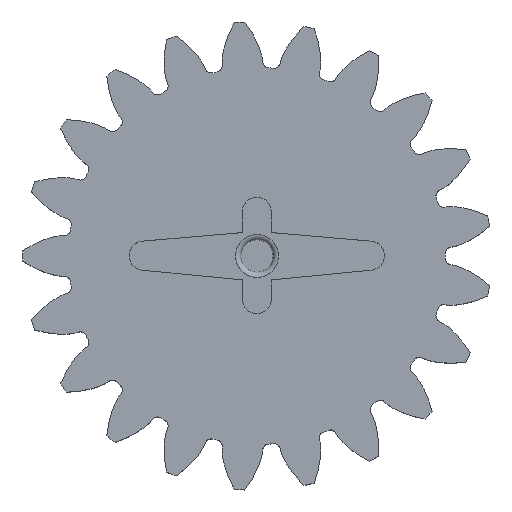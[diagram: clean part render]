
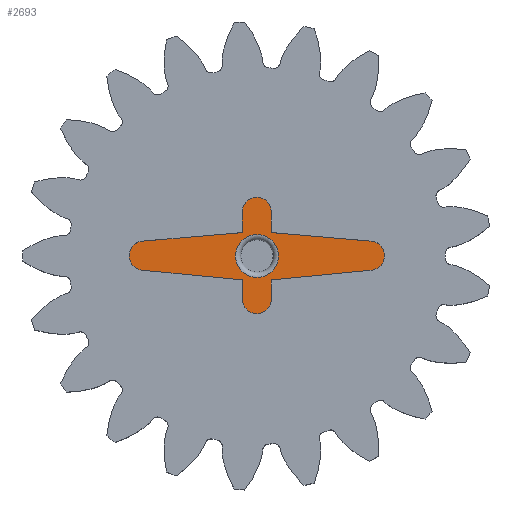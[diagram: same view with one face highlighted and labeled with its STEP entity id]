
A CAD part, top view. The second image highlights one B-rep face of the part: STEP entity #2693.
In plain terms, the highlighted planar face has unit normal (0, 0, 1).
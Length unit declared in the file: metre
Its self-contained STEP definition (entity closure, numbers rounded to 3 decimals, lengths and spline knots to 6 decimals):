
#149=PLANE('',#2984);
#323=CIRCLE('',#2970,0.002192);
#324=CIRCLE('',#2974,0.002152);
#325=CIRCLE('',#2978,0.002192);
#326=CIRCLE('',#2982,0.002157);
#327=CIRCLE('',#2985,0.003216);
#1146=ORIENTED_EDGE('',*,*,#1578,.T.);
#1147=ORIENTED_EDGE('',*,*,#1555,.T.);
#1148=ORIENTED_EDGE('',*,*,#1558,.T.);
#1149=ORIENTED_EDGE('',*,*,#1560,.F.);
#1150=ORIENTED_EDGE('',*,*,#1562,.T.);
#1151=ORIENTED_EDGE('',*,*,#1564,.T.);
#1152=ORIENTED_EDGE('',*,*,#1566,.F.);
#1153=ORIENTED_EDGE('',*,*,#1568,.T.);
#1154=ORIENTED_EDGE('',*,*,#1570,.F.);
#1155=ORIENTED_EDGE('',*,*,#1572,.F.);
#1156=ORIENTED_EDGE('',*,*,#1574,.T.);
#1157=ORIENTED_EDGE('',*,*,#1576,.T.);
#1158=ORIENTED_EDGE('',*,*,#1577,.F.);
#1555=EDGE_CURVE('',#1846,#1845,#1995,.T.);
#1558=EDGE_CURVE('',#1845,#1847,#323,.T.);
#1560=EDGE_CURVE('',#1848,#1847,#1999,.T.);
#1562=EDGE_CURVE('',#1848,#1849,#2001,.T.);
#1564=EDGE_CURVE('',#1849,#1850,#324,.T.);
#1566=EDGE_CURVE('',#1851,#1850,#2004,.T.);
#1568=EDGE_CURVE('',#1851,#1852,#2006,.T.);
#1570=EDGE_CURVE('',#1853,#1852,#325,.T.);
#1572=EDGE_CURVE('',#1854,#1853,#2009,.T.);
#1574=EDGE_CURVE('',#1854,#1855,#2011,.T.);
#1576=EDGE_CURVE('',#1855,#1856,#326,.T.);
#1577=EDGE_CURVE('',#1846,#1856,#2013,.T.);
#1578=EDGE_CURVE('',#1857,#1857,#327,.F.);
#1845=VERTEX_POINT('',#8064);
#1846=VERTEX_POINT('',#8066);
#1847=VERTEX_POINT('',#8070);
#1848=VERTEX_POINT('',#8074);
#1849=VERTEX_POINT('',#8078);
#1850=VERTEX_POINT('',#8082);
#1851=VERTEX_POINT('',#8086);
#1852=VERTEX_POINT('',#8090);
#1853=VERTEX_POINT('',#8094);
#1854=VERTEX_POINT('',#8098);
#1855=VERTEX_POINT('',#8102);
#1856=VERTEX_POINT('',#8106);
#1857=VERTEX_POINT('',#8112);
#1995=LINE('',#8065,#2149);
#1999=LINE('',#8075,#2153);
#2001=LINE('',#8079,#2155);
#2004=LINE('',#8087,#2158);
#2006=LINE('',#8091,#2160);
#2009=LINE('',#8099,#2163);
#2011=LINE('',#8103,#2165);
#2013=LINE('',#8109,#2167);
#2149=VECTOR('',#3646,1.);
#2153=VECTOR('',#3656,1.);
#2155=VECTOR('',#3660,1.);
#2158=VECTOR('',#3669,1.);
#2160=VECTOR('',#3673,1.);
#2163=VECTOR('',#3682,1.);
#2165=VECTOR('',#3686,1.);
#2167=VECTOR('',#3694,1.);
#2309=EDGE_LOOP('',(#1146));
#2310=EDGE_LOOP('',(#1147,#1148,#1149,#1150,#1151,#1152,#1153,#1154,#1155,
#1156,#1157,#1158));
#2457=FACE_BOUND('',#2309,.T.);
#2458=FACE_BOUND('',#2310,.T.);
#2693=ADVANCED_FACE('',(#2457,#2458),#149,.T.);
#2970=AXIS2_PLACEMENT_3D('',#8071,#3651,#3652);
#2974=AXIS2_PLACEMENT_3D('',#8083,#3664,#3665);
#2978=AXIS2_PLACEMENT_3D('',#8095,#3677,#3678);
#2982=AXIS2_PLACEMENT_3D('',#8107,#3690,#3691);
#2984=AXIS2_PLACEMENT_3D('',#8110,#3695,#3696);
#2985=AXIS2_PLACEMENT_3D('',#8111,#3697,#3698);
#3646=DIRECTION('',(0.995,0.097,0.));
#3651=DIRECTION('',(0.,0.,1.));
#3652=DIRECTION('',(1.,0.,0.));
#3656=DIRECTION('',(0.996,-0.086,0.));
#3660=DIRECTION('',(0.,1.,0.));
#3664=DIRECTION('',(0.,0.,1.));
#3665=DIRECTION('',(1.,0.,0.));
#3669=DIRECTION('',(0.,1.,0.));
#3673=DIRECTION('',(-0.996,-0.086,0.));
#3677=DIRECTION('',(0.,0.,-1.));
#3678=DIRECTION('',(1.,0.,0.));
#3682=DIRECTION('',(-0.995,0.097,0.));
#3686=DIRECTION('',(0.,-1.,0.));
#3690=DIRECTION('',(0.,0.,1.));
#3691=DIRECTION('',(1.,0.,0.));
#3694=DIRECTION('',(0.,-1.,0.));
#3695=DIRECTION('',(0.,0.,1.));
#3696=DIRECTION('',(1.,0.,0.));
#3697=DIRECTION('',(0.,0.,1.));
#3698=DIRECTION('',(1.,0.,0.));
#8064=CARTESIAN_POINT('',(0.016889,-0.002152,0.00795));
#8065=CARTESIAN_POINT('',(0.016504,-0.002189,0.00795));
#8066=CARTESIAN_POINT('',(0.002134,-0.00359,0.00795));
#8070=CARTESIAN_POINT('',(0.016889,0.002233,0.00795));
#8071=CARTESIAN_POINT('',(0.016889,0.00004,0.00795));
#8074=CARTESIAN_POINT('',(0.002134,0.003499,0.00795));
#8075=CARTESIAN_POINT('',(0.009512,0.002866,0.00795));
#8078=CARTESIAN_POINT('',(0.002134,0.006641,0.00795));
#8079=CARTESIAN_POINT('',(0.002134,0.00507,0.00795));
#8082=CARTESIAN_POINT('',(-0.002171,0.006641,0.00795));
#8083=CARTESIAN_POINT('',(-0.000018,0.006641,0.00795));
#8086=CARTESIAN_POINT('',(-0.002171,0.003499,0.00795));
#8087=CARTESIAN_POINT('',(-0.002171,0.00507,0.00795));
#8090=CARTESIAN_POINT('',(-0.016926,0.002233,0.00795));
#8091=CARTESIAN_POINT('',(-0.009548,0.002866,0.00795));
#8094=CARTESIAN_POINT('',(-0.016926,-0.002152,0.00795));
#8095=CARTESIAN_POINT('',(-0.016926,0.00004,0.00795));
#8098=CARTESIAN_POINT('',(-0.002171,-0.00359,0.00795));
#8099=CARTESIAN_POINT('',(-0.009548,-0.002871,0.00795));
#8102=CARTESIAN_POINT('',(-0.002171,-0.006634,0.00795));
#8103=CARTESIAN_POINT('',(-0.002171,-0.005112,0.00795));
#8106=CARTESIAN_POINT('',(0.002134,-0.006634,0.00795));
#8107=CARTESIAN_POINT('',(-0.000018,-0.006489,0.00795));
#8109=CARTESIAN_POINT('',(0.002134,-0.005112,0.00795));
#8110=CARTESIAN_POINT('',(-0.000142,0.,0.00795));
#8111=CARTESIAN_POINT('',(0.,0.,0.00795));
#8112=CARTESIAN_POINT('',(0.003216,0.,0.00795));
